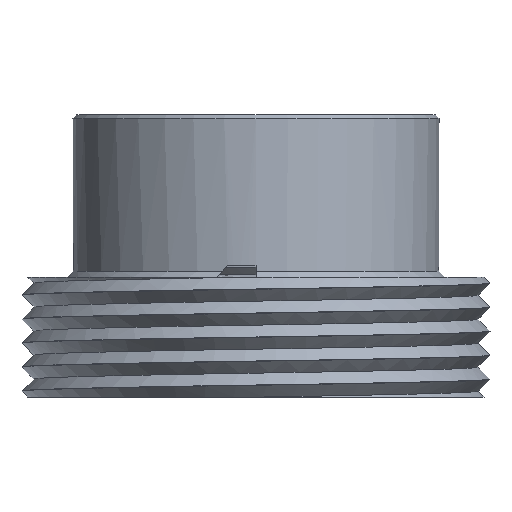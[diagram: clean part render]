
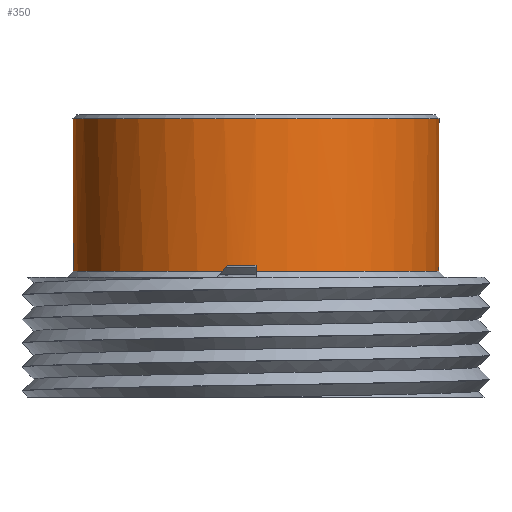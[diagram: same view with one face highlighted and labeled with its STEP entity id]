
A CAD part, left-side view. The second image highlights one B-rep face of the part: STEP entity #350.
In plain terms, the highlighted cylindrical face has radius 15.25 mm (diameter 30.5 mm), a full revolution.
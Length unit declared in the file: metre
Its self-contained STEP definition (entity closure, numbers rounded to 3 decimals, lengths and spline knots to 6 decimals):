
#22=LINE('',#597,#31);
#31=VECTOR('',#492,1.);
#40=ELLIPSE('',#414,0.021567,0.01525);
#78=ORIENTED_EDGE('',*,*,#160,.T.);
#79=ORIENTED_EDGE('',*,*,#161,.T.);
#80=ORIENTED_EDGE('',*,*,#162,.T.);
#81=ORIENTED_EDGE('',*,*,#163,.T.);
#82=ORIENTED_EDGE('',*,*,#164,.T.);
#160=EDGE_CURVE('',#204,#204,#236,.F.);
#161=EDGE_CURVE('',#205,#206,#237,.T.);
#162=EDGE_CURVE('',#206,#207,#40,.F.);
#163=EDGE_CURVE('',#207,#208,#238,.T.);
#164=EDGE_CURVE('',#208,#205,#22,.T.);
#204=VERTEX_POINT('',#589);
#205=VERTEX_POINT('',#591);
#206=VERTEX_POINT('',#592);
#207=VERTEX_POINT('',#594);
#208=VERTEX_POINT('',#596);
#236=CIRCLE('',#412,0.01525);
#237=CIRCLE('',#413,0.01525);
#238=CIRCLE('',#415,0.01525);
#264=EDGE_LOOP('',(#78));
#265=EDGE_LOOP('',(#79,#80,#81,#82));
#306=FACE_BOUND('',#264,.T.);
#307=FACE_BOUND('',#265,.T.);
#338=CYLINDRICAL_SURFACE('',#411,0.01525);
#350=ADVANCED_FACE('',(#306,#307),#338,.T.);
#411=AXIS2_PLACEMENT_3D('',#587,#482,#483);
#412=AXIS2_PLACEMENT_3D('',#588,#484,#485);
#413=AXIS2_PLACEMENT_3D('',#590,#486,#487);
#414=AXIS2_PLACEMENT_3D('',#593,#488,#489);
#415=AXIS2_PLACEMENT_3D('',#595,#490,#491);
#482=DIRECTION('',(0.,0.,-1.));
#483=DIRECTION('',(-1.,0.,0.));
#484=DIRECTION('',(0.,0.,1.));
#485=DIRECTION('',(1.,0.,0.));
#486=DIRECTION('',(0.,0.,1.));
#487=DIRECTION('',(1.,0.,0.));
#488=DIRECTION('',(-0.086,-0.702,-0.707));
#489=DIRECTION('',(0.086,0.702,-0.707));
#490=DIRECTION('',(0.,0.,1.));
#491=DIRECTION('',(1.,0.,0.));
#492=DIRECTION('',(0.,0.,-1.));
#587=CARTESIAN_POINT('',(0.,0.,0.0235));
#588=CARTESIAN_POINT('',(0.,0.,0.0232));
#589=CARTESIAN_POINT('',(0.01525,0.,0.0232));
#590=CARTESIAN_POINT('',(0.,0.,0.0105));
#591=CARTESIAN_POINT('',(-0.01525,0.,0.0105));
#592=CARTESIAN_POINT('',(-0.015067,0.002354,0.0105));
#593=CARTESIAN_POINT('',(0.,0.,0.011));
#594=CARTESIAN_POINT('',(-0.015136,0.001859,0.011));
#595=CARTESIAN_POINT('',(0.,0.,0.011));
#596=CARTESIAN_POINT('',(-0.01525,0.,0.011));
#597=CARTESIAN_POINT('',(-0.01525,0.,0.011));
